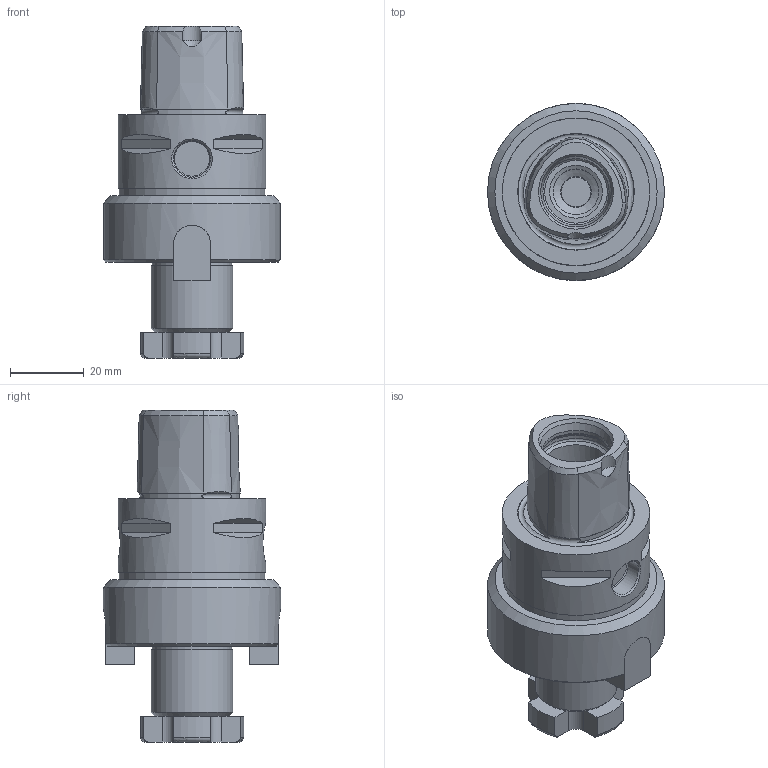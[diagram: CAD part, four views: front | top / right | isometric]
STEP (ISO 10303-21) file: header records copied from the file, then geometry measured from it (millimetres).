
FILE_DESCRIPTION(/* description */ (''),/* implementation_level */ '2;1');
FILE_NAME(/* name */ '04_22_9.stp',/* time_stamp */ '2021-10-27T08:44:21+02:00',/* author */ ('cad'),/* organization */ (''),/* preprocessor_version */ 'ST-DEVELOPER v18.1',/* originating_system */ 'Autodesk Inventor 2021',/* authorisation */ '');
FILE_SCHEMA (('AUTOMOTIVE_DESIGN { 1 0 10303 214 3 1 1 }'));
Length unit declared in the file: inch
Products named in the file (1): 04_22_9_Shrinkwrap_1
Bounding box: 48 x 48 x 90 mm (x, y, z)
Volume: 75129.9 mm3; surface area: 17354.9 mm2
Topology: 1 solids, 1 shells, 146 faces, 374 edges, 243 vertices
Faces by surface type: plane 63, cylinder 43, cone 32, torus 7, bspline 1
Full cylindrical faces by diameter (mm): 8.376 x1, 9 x1, 10 x1, 12.376 x1, 18 x2, 20 x1, 21.6 x1, 22 x1, 24 x1, 39.5 x1, 40 x1, 48 x1
Entity records: 5070 total; most frequent: CARTESIAN_POINT 1259, DIRECTION 777, ORIENTED_EDGE 752, EDGE_CURVE 376, AXIS2_PLACEMENT_3D 310, VERTEX_POINT 244, EDGE_LOOP 160, LINE 157
